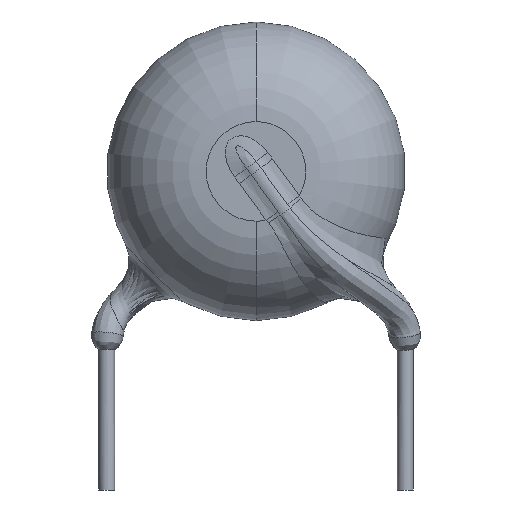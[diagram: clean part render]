
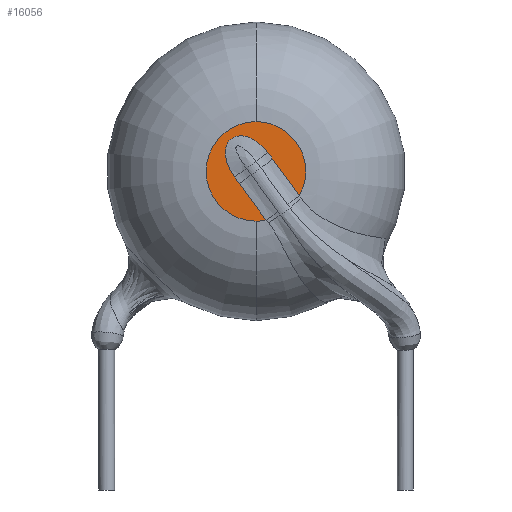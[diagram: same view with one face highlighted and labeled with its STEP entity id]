
A CAD part, front view. The second image highlights one B-rep face of the part: STEP entity #16056.
In plain terms, the highlighted planar face has unit normal (0, -1, 0).
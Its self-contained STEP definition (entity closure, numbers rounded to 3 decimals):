
#20 = CARTESIAN_POINT ( 'NONE',  ( 0.192, -2.5, 5.117 ) ) ;
#90 = ORIENTED_EDGE ( 'NONE', *, *, #16561, .T. ) ;
#144 = CARTESIAN_POINT ( 'NONE',  ( 0.643, -2.5, 4.501 ) ) ;
#235 = B_SPLINE_CURVE_WITH_KNOTS ( 'NONE', 3,
 ( #1540, #14569, #2894, #8742, #6168, #14754, #17765, #1744, #1452, #16082, #7701, #13160, #13257, #14954, #20, #5975 ),
 .UNSPECIFIED., .F., .F.,
 ( 4, 2, 2, 2, 2, 2, 2, 4 ),
 ( 0., 0., 0.001, 0.001, 0.001, 0.001, 0.002, 0.002 ),
 .UNSPECIFIED. ) ;
#623 = CARTESIAN_POINT ( 'NONE',  ( -0.419, -2.5, 4.193 ) ) ;
#646 = CARTESIAN_POINT ( 'NONE',  ( 0., -2.5, 4.5 ) ) ;
#686 = B_SPLINE_CURVE_WITH_KNOTS ( 'NONE', 3,
 ( #7350, #144, #7251, #7442 ),
 .UNSPECIFIED., .F., .F.,
 ( 4, 4 ),
 ( 0., 0.001 ),
 .UNSPECIFIED. ) ;
#1452 = CARTESIAN_POINT ( 'NONE',  ( -0.688, -2.5, 5.274 ) ) ;
#1540 = CARTESIAN_POINT ( 'NONE',  ( -0.541, -2.5, 4.359 ) ) ;
#1744 = CARTESIAN_POINT ( 'NONE',  ( -0.736, -2.5, 5.192 ) ) ;
#1834 = CARTESIAN_POINT ( 'NONE',  ( 0.252, -2.5, 3.276 ) ) ;
#1859 = EDGE_CURVE ( 'NONE', #14017, #9076, #2962, .T. ) ;
#2113 = CARTESIAN_POINT ( 'NONE',  ( -0.46, -2.5, 4.248 ) ) ;
#2308 = VERTEX_POINT ( 'NONE', #3092 ) ;
#2516 = EDGE_CURVE ( 'NONE', #10670, #14017, #5153, .T. ) ;
#2674 = CARTESIAN_POINT ( 'NONE',  ( 0.298, -2.5, 4.973 ) ) ;
#2894 = CARTESIAN_POINT ( 'NONE',  ( -0.639, -2.5, 4.507 ) ) ;
#2902 = ORIENTED_EDGE ( 'NONE', *, *, #6848, .T. ) ;
#2962 = CIRCLE ( 'NONE', #5735, 1.25 ) ;
#3092 = CARTESIAN_POINT ( 'NONE',  ( -0.541, -2.5, 4.359 ) ) ;
#3250 = EDGE_CURVE ( 'NONE', #9076, #18026, #5462, .T. ) ;
#3396 = EDGE_LOOP ( 'NONE', ( #7811, #2902, #12944, #13124, #10600, #12371, #16141, #90 ) ) ;
#4121 = CARTESIAN_POINT ( 'NONE',  ( 0.379, -2.5, 4.862 ) ) ;
#4561 = AXIS2_PLACEMENT_3D ( 'NONE', #646, #6593, #18753 ) ;
#5021 = CARTESIAN_POINT ( 'NONE',  ( 0., -2.5, 3.25 ) ) ;
#5031 = CARTESIAN_POINT ( 'NONE',  ( 0.419, -2.5, 4.807 ) ) ;
#5153 = CIRCLE ( 'NONE', #15800, 1.25 ) ;
#5367 = PLANE ( 'NONE',  #17574 ) ;
#5462 = CIRCLE ( 'NONE', #4561, 1.25 ) ;
#5735 = AXIS2_PLACEMENT_3D ( 'NONE', #9847, #7059, #14409 ) ;
#5745 = CARTESIAN_POINT ( 'NONE',  ( 0., -2.5, 5.75 ) ) ;
#5754 = CARTESIAN_POINT ( 'NONE',  ( 0.338, -2.5, 4.917 ) ) ;
#5975 = CARTESIAN_POINT ( 'NONE',  ( 0.298, -2.5, 4.973 ) ) ;
#6168 = CARTESIAN_POINT ( 'NONE',  ( -0.742, -2.5, 4.753 ) ) ;
#6416 = CARTESIAN_POINT ( 'NONE',  ( 0., -2.5, 4.5 ) ) ;
#6593 = DIRECTION ( 'NONE',  ( 0., 1., 0. ) ) ;
#6694 = DIRECTION ( 'NONE',  ( 0., 0., 1. ) ) ;
#6848 = EDGE_CURVE ( 'NONE', #16129, #18026, #686, .T. ) ;
#6910 = DIRECTION ( 'NONE',  ( 0., 1., 0. ) ) ;
#7059 = DIRECTION ( 'NONE',  ( 0., 1., 0. ) ) ;
#7251 = CARTESIAN_POINT ( 'NONE',  ( 0.867, -2.5, 4.195 ) ) ;
#7350 = CARTESIAN_POINT ( 'NONE',  ( 0.419, -2.5, 4.807 ) ) ;
#7436 = EDGE_CURVE ( 'NONE', #10662, #2308, #17725, .T. ) ;
#7442 = CARTESIAN_POINT ( 'NONE',  ( 1.091, -2.5, 3.889 ) ) ;
#7701 = CARTESIAN_POINT ( 'NONE',  ( -0.449, -2.5, 5.395 ) ) ;
#7732 = CARTESIAN_POINT ( 'NONE',  ( 0.252, -2.5, 3.276 ) ) ;
#7783 = CARTESIAN_POINT ( 'NONE',  ( -0.5, -2.5, 4.304 ) ) ;
#7811 = ORIENTED_EDGE ( 'NONE', *, *, #15078, .T. ) ;
#7975 = CARTESIAN_POINT ( 'NONE',  ( -0.541, -2.5, 4.359 ) ) ;
#8742 = CARTESIAN_POINT ( 'NONE',  ( -0.713, -2.5, 4.668 ) ) ;
#9076 = VERTEX_POINT ( 'NONE', #5745 ) ;
#9644 = CARTESIAN_POINT ( 'NONE',  ( 0.298, -2.5, 4.973 ) ) ;
#9847 = CARTESIAN_POINT ( 'NONE',  ( 0., -2.5, 4.5 ) ) ;
#10348 = B_SPLINE_CURVE_WITH_KNOTS ( 'NONE', 3,
 ( #2674, #5754, #4121, #13041 ),
 .UNSPECIFIED., .F., .F.,
 ( 4, 4 ),
 ( 0., 0. ),
 .UNSPECIFIED. ) ;
#10600 = ORIENTED_EDGE ( 'NONE', *, *, #2516, .F. ) ;
#10662 = VERTEX_POINT ( 'NONE', #12016 ) ;
#10670 = VERTEX_POINT ( 'NONE', #1834 ) ;
#10824 = CARTESIAN_POINT ( 'NONE',  ( 0.028, -2.5, 3.581 ) ) ;
#11054 = DIRECTION ( 'NONE',  ( 0., 1., 0. ) ) ;
#11239 = FACE_OUTER_BOUND ( 'NONE', #3396, .T. ) ;
#11648 = B_SPLINE_CURVE_WITH_KNOTS ( 'NONE', 3,
 ( #7732, #10824, #13762, #623 ),
 .UNSPECIFIED., .F., .F.,
 ( 4, 4 ),
 ( 0., 0.001 ),
 .UNSPECIFIED. ) ;
#12016 = CARTESIAN_POINT ( 'NONE',  ( -0.419, -2.5, 4.193 ) ) ;
#12371 = ORIENTED_EDGE ( 'NONE', *, *, #17922, .T. ) ;
#12837 = VERTEX_POINT ( 'NONE', #9644 ) ;
#12944 = ORIENTED_EDGE ( 'NONE', *, *, #3250, .F. ) ;
#13041 = CARTESIAN_POINT ( 'NONE',  ( 0.419, -2.5, 4.807 ) ) ;
#13124 = ORIENTED_EDGE ( 'NONE', *, *, #1859, .F. ) ;
#13160 = CARTESIAN_POINT ( 'NONE',  ( -0.27, -2.5, 5.384 ) ) ;
#13257 = CARTESIAN_POINT ( 'NONE',  ( -0.184, -2.5, 5.357 ) ) ;
#13620 = CARTESIAN_POINT ( 'NONE',  ( -0.419, -2.5, 4.193 ) ) ;
#13762 = CARTESIAN_POINT ( 'NONE',  ( -0.196, -2.5, 3.887 ) ) ;
#14017 = VERTEX_POINT ( 'NONE', #5021 ) ;
#14092 = DIRECTION ( 'NONE',  ( 0., 0., 1. ) ) ;
#14409 = DIRECTION ( 'NONE',  ( 0., 0., 1. ) ) ;
#14569 = CARTESIAN_POINT ( 'NONE',  ( -0.593, -2.5, 4.431 ) ) ;
#14754 = CARTESIAN_POINT ( 'NONE',  ( -0.774, -2.5, 4.926 ) ) ;
#14954 = CARTESIAN_POINT ( 'NONE',  ( 0.058, -2.5, 5.239 ) ) ;
#15078 = EDGE_CURVE ( 'NONE', #12837, #16129, #10348, .T. ) ;
#15800 = AXIS2_PLACEMENT_3D ( 'NONE', #18414, #6910, #14092 ) ;
#16056 = ADVANCED_FACE ( 'NONE', ( #11239 ), #5367, .F. ) ;
#16082 = CARTESIAN_POINT ( 'NONE',  ( -0.542, -2.5, 5.376 ) ) ;
#16129 = VERTEX_POINT ( 'NONE', #5031 ) ;
#16141 = ORIENTED_EDGE ( 'NONE', *, *, #7436, .T. ) ;
#16489 = CARTESIAN_POINT ( 'NONE',  ( 1.091, -2.5, 3.889 ) ) ;
#16561 = EDGE_CURVE ( 'NONE', #2308, #12837, #235, .T. ) ;
#17574 = AXIS2_PLACEMENT_3D ( 'NONE', #6416, #11054, #6694 ) ;
#17725 = B_SPLINE_CURVE_WITH_KNOTS ( 'NONE', 3,
 ( #13620, #2113, #7783, #7975 ),
 .UNSPECIFIED., .F., .F.,
 ( 4, 4 ),
 ( 0., 0. ),
 .UNSPECIFIED. ) ;
#17765 = CARTESIAN_POINT ( 'NONE',  ( -0.778, -2.5, 5.018 ) ) ;
#17922 = EDGE_CURVE ( 'NONE', #10670, #10662, #11648, .T. ) ;
#18026 = VERTEX_POINT ( 'NONE', #16489 ) ;
#18414 = CARTESIAN_POINT ( 'NONE',  ( 0., -2.5, 4.5 ) ) ;
#18753 = DIRECTION ( 'NONE',  ( 0., 0., 1. ) ) ;
